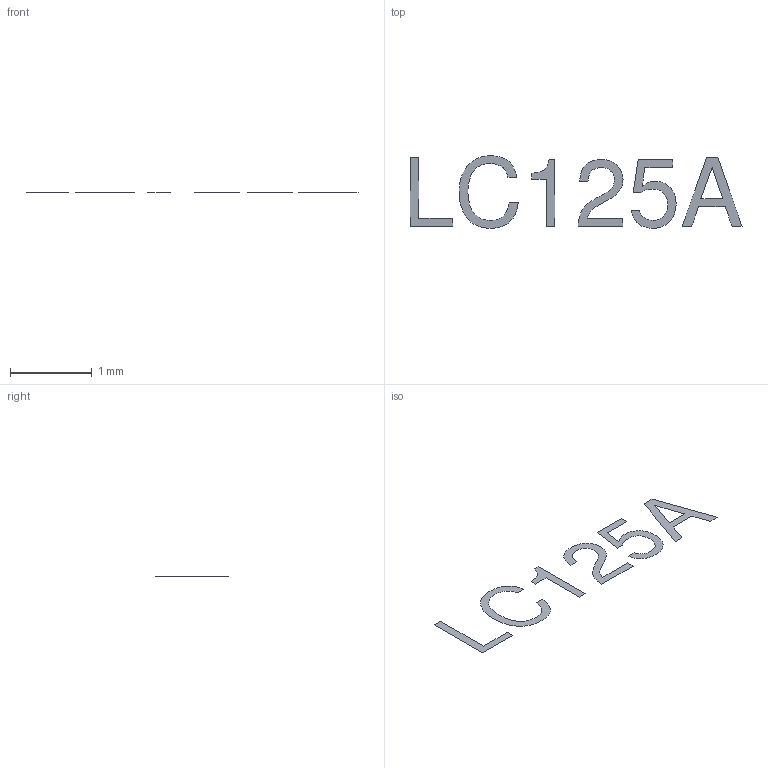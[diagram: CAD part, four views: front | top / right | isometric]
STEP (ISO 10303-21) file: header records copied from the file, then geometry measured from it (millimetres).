
FILE_DESCRIPTION(('FreeCAD Model'),'2;1');
FILE_NAME('Open CASCADE Shape Model','2023-04-28T07:11:08',('Author'),( ''),'Open CASCADE STEP processor 7.5','FreeCAD','Unknown');
FILE_SCHEMA(('AUTOMOTIVE_DESIGN { 1 0 10303 214 1 1 1 1 }'));
Length unit declared in the file: millimetre
Products named in the file (1): Line01
Bounding box: 4.07 x 0.89 x 0 mm (x, y, z)
Surface area: 1 mm2 (no closed solid volume)
Topology: 0 solids, 6 shells, 6 faces, 91 edges, 91 vertices
Faces by surface type: plane 6
Entity records: 862 total; most frequent: CARTESIAN_POINT 295, ORIENTED_EDGE 91, EDGE_CURVE 91, VERTEX_POINT 91, B_SPLINE_CURVE_WITH_KNOTS 53, DIRECTION 52, LINE 38, VECTOR 38
